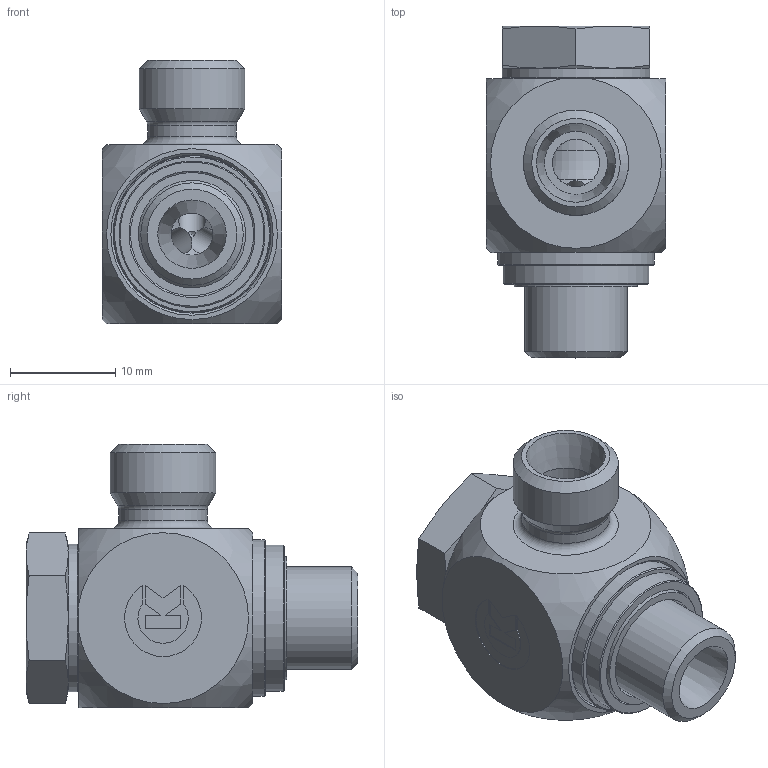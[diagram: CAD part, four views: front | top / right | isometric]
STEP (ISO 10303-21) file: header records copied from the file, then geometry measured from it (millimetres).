
FILE_DESCRIPTION((''),'2;1');
FILE_NAME('80770061810.stp','2014-09-05T19:35:44',(''),('KNOMI spol. s r. o.'),'Autodesk Inventor 2012','Autodesk Inventor 2012','');
FILE_SCHEMA(('AUTOMOTIVE_DESIGN { 1 2 10303 214 0 1 1 1 }'));
Length unit declared in the file: millimetre
Products named in the file (7): SPER1 6LLR G1/8 / M10x1 "pryž"; 7471 20 1010; 7092 45 0418; 60707515; 8077010; 80775210; 80775110
Assembly tree (6 placements, depth 3):
  SPER1 6LLR G1/8 / M10x1 "pryž"
    7471 20 1010
    7092 45 0418
    60707515
    8077010
      80775210
      80775110
Bounding box: 17 x 31.5 x 25 mm (x, y, z)
Volume: 5966.8 mm3; surface area: 4993.9 mm2
Topology: 5 solids, 5 shells, 152 faces, 352 edges, 222 vertices
Faces by surface type: plane 74, cone 33, cylinder 31, torus 13, sphere 1
Full cylindrical faces by diameter (mm): 2.5 x3, 4 x1, 4.5 x1, 6 x1, 7.5 x1, 8.4 x1, 9.728 x1, 10 x1, 10.2 x1, 10.7 x1, 10.96 x3, 11 x1, 11.1 x1, 11.7 x1, 12 x1, 12.4 x1, 12.6 x1, 13.9 x1, 14 x1, 14.9 x1, 15 x1
Entity records: 4461 total; most frequent: CARTESIAN_POINT 941, DIRECTION 679, ORIENTED_EDGE 562, EDGE_CURVE 281, AXIS2_PLACEMENT_3D 273, EDGE_LOOP 236, VERTEX_POINT 207, FACE_OUTER_BOUND 152
